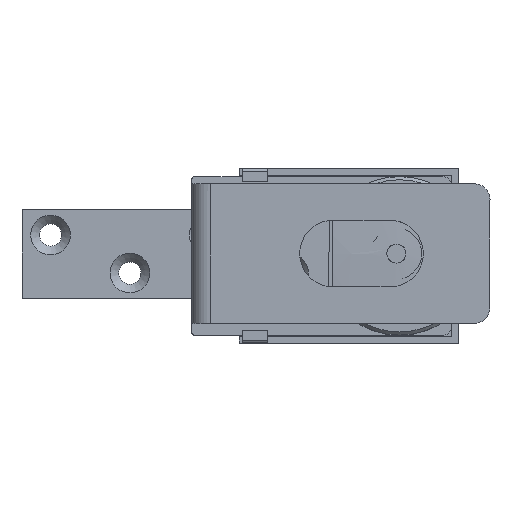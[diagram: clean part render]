
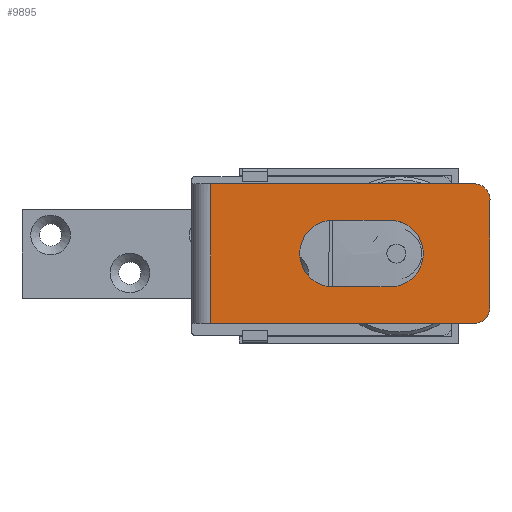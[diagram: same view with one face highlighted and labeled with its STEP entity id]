
A CAD part, top view. The second image highlights one B-rep face of the part: STEP entity #9895.
In plain terms, the highlighted face is planar.
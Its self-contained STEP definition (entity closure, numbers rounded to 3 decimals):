
#770=FACE_BOUND('',#2319,.T.);
#1184=CIRCLE('',#11182,10.5);
#1186=CIRCLE('',#11186,10.5);
#1190=CIRCLE('',#11194,5.);
#1192=CIRCLE('',#11198,5.);
#1712=FACE_OUTER_BOUND('',#2318,.T.);
#2318=EDGE_LOOP('',(#7995,#7996,#7997,#7998,#7999,#8000));
#2319=EDGE_LOOP('',(#8001,#8002,#8003,#8004));
#2944=LINE('',#17365,#3579);
#2948=LINE('',#17377,#3583);
#2960=LINE('',#17416,#3595);
#2963=LINE('',#17422,#3598);
#2964=LINE('',#17424,#3599);
#2965=LINE('',#17426,#3600);
#3579=VECTOR('',#13529,10.);
#3583=VECTOR('',#13541,10.);
#3595=VECTOR('',#13579,10.);
#3598=VECTOR('',#13584,10.);
#3599=VECTOR('',#13585,10.);
#3600=VECTOR('',#13586,10.);
#4376=VERTEX_POINT('',#17362);
#4377=VERTEX_POINT('',#17364);
#4379=VERTEX_POINT('',#17370);
#4381=VERTEX_POINT('',#17376);
#4391=VERTEX_POINT('',#17406);
#4392=VERTEX_POINT('',#17407);
#4395=VERTEX_POINT('',#17415);
#4397=VERTEX_POINT('',#17421);
#4398=VERTEX_POINT('',#17423);
#4399=VERTEX_POINT('',#17425);
#5654=EDGE_CURVE('',#4377,#4376,#2944,.T.);
#5657=EDGE_CURVE('',#4379,#4377,#1184,.T.);
#5660=EDGE_CURVE('',#4381,#4379,#2948,.T.);
#5663=EDGE_CURVE('',#4376,#4381,#1186,.T.);
#5675=EDGE_CURVE('',#4391,#4392,#1190,.T.);
#5679=EDGE_CURVE('',#4395,#4392,#2960,.T.);
#5682=EDGE_CURVE('',#4391,#4397,#2963,.T.);
#5683=EDGE_CURVE('',#4397,#4398,#2964,.T.);
#5684=EDGE_CURVE('',#4398,#4399,#2965,.T.);
#5685=EDGE_CURVE('',#4395,#4399,#1192,.T.);
#7995=ORIENTED_EDGE('',*,*,#5675,.F.);
#7996=ORIENTED_EDGE('',*,*,#5682,.T.);
#7997=ORIENTED_EDGE('',*,*,#5683,.T.);
#7998=ORIENTED_EDGE('',*,*,#5684,.T.);
#7999=ORIENTED_EDGE('',*,*,#5685,.F.);
#8000=ORIENTED_EDGE('',*,*,#5679,.T.);
#8001=ORIENTED_EDGE('',*,*,#5660,.T.);
#8002=ORIENTED_EDGE('',*,*,#5657,.T.);
#8003=ORIENTED_EDGE('',*,*,#5654,.T.);
#8004=ORIENTED_EDGE('',*,*,#5663,.T.);
#9452=PLANE('',#11197);
#9895=ADVANCED_FACE('',(#1712,#770),#9452,.T.);
#11182=AXIS2_PLACEMENT_3D('',#17371,#13535,#13536);
#11186=AXIS2_PLACEMENT_3D('',#17381,#13547,#13548);
#11194=AXIS2_PLACEMENT_3D('',#17408,#13571,#13572);
#11197=AXIS2_PLACEMENT_3D('',#17420,#13582,#13583);
#11198=AXIS2_PLACEMENT_3D('',#17427,#13587,#13588);
#13529=DIRECTION('',(-1.,0.,0.));
#13535=DIRECTION('center_axis',(0.,1.,0.));
#13536=DIRECTION('ref_axis',(0.,0.,-1.));
#13541=DIRECTION('',(1.,0.,0.));
#13547=DIRECTION('center_axis',(0.,1.,0.));
#13548=DIRECTION('ref_axis',(0.,0.,1.));
#13571=DIRECTION('center_axis',(0.,1.,0.));
#13572=DIRECTION('ref_axis',(-0.707,0.,-0.707));
#13579=DIRECTION('',(0.,0.,-1.));
#13582=DIRECTION('center_axis',(0.,-1.,0.));
#13583=DIRECTION('ref_axis',(0.,0.,-1.));
#13584=DIRECTION('',(1.,0.,0.));
#13585=DIRECTION('',(0.,0.,1.));
#13586=DIRECTION('',(-1.,0.,0.));
#13587=DIRECTION('center_axis',(0.,1.,0.));
#13588=DIRECTION('ref_axis',(-0.707,0.,0.707));
#17362=CARTESIAN_POINT('',(31.5,0.,-10.5));
#17364=CARTESIAN_POINT('',(49.5,0.,-10.5));
#17365=CARTESIAN_POINT('',(59.75,0.,-10.5));
#17370=CARTESIAN_POINT('',(49.5,0.,10.5));
#17371=CARTESIAN_POINT('Origin',(49.5,0.,0.));
#17376=CARTESIAN_POINT('',(31.5,0.,10.5));
#17377=CARTESIAN_POINT('',(68.75,0.,10.5));
#17381=CARTESIAN_POINT('Origin',(31.5,0.,0.));
#17406=CARTESIAN_POINT('',(5.,0.,-22.));
#17407=CARTESIAN_POINT('',(0.,0.,-17.));
#17408=CARTESIAN_POINT('Origin',(5.,0.,-17.));
#17415=CARTESIAN_POINT('',(0.,0.,17.));
#17416=CARTESIAN_POINT('',(0.,0.,0.));
#17420=CARTESIAN_POINT('Origin',(88.,0.,0.));
#17421=CARTESIAN_POINT('',(88.,0.,-22.));
#17422=CARTESIAN_POINT('',(0.,0.,-22.));
#17423=CARTESIAN_POINT('',(88.,0.,22.));
#17424=CARTESIAN_POINT('',(88.,0.,0.));
#17425=CARTESIAN_POINT('',(5.,0.,22.));
#17426=CARTESIAN_POINT('',(0.,0.,22.));
#17427=CARTESIAN_POINT('Origin',(5.,0.,17.));
